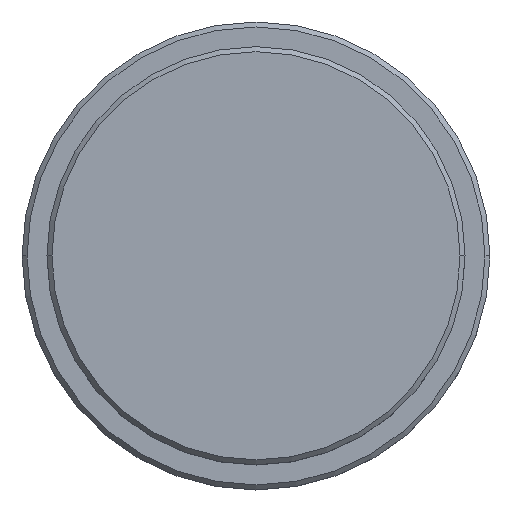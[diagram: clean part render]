
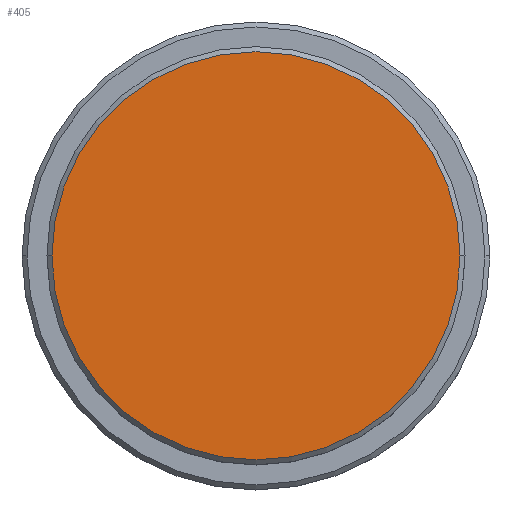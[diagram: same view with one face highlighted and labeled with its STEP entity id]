
A CAD part, top view. The second image highlights one B-rep face of the part: STEP entity #405.
In plain terms, the highlighted planar face has unit normal (0, 0, 1).
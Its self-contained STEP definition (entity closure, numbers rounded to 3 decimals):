
#1 = ORIENTED_EDGE ( 'NONE', *, *, #888, .T. ) ;
#7 = CIRCLE ( 'NONE', #674, 20.5 ) ;
#103 = CARTESIAN_POINT ( 'NONE',  ( 20.5, 0., 0. ) ) ;
#159 = CIRCLE ( 'NONE', #631, 20.5 ) ;
#162 = PLANE ( 'NONE',  #1353 ) ;
#282 = DIRECTION ( 'NONE',  ( 1., 0., 0. ) ) ;
#400 = CARTESIAN_POINT ( 'NONE',  ( 0., 0., 0. ) ) ;
#403 = CARTESIAN_POINT ( 'NONE',  ( 0., 0., 0. ) ) ;
#405 = ADVANCED_FACE ( 'NONE', ( #934 ), #162, .T. ) ;
#410 = DIRECTION ( 'NONE',  ( 1., 0., 0. ) ) ;
#507 = CARTESIAN_POINT ( 'NONE',  ( 0., 0., 0. ) ) ;
#577 = VERTEX_POINT ( 'NONE', #1402 ) ;
#610 = EDGE_LOOP ( 'NONE', ( #1, #1131 ) ) ;
#621 = DIRECTION ( 'NONE',  ( 0., 0., 1. ) ) ;
#631 = AXIS2_PLACEMENT_3D ( 'NONE', #403, #621, #410 ) ;
#674 = AXIS2_PLACEMENT_3D ( 'NONE', #507, #1350, #282 ) ;
#888 = EDGE_CURVE ( 'NONE', #577, #1177, #7, .T. ) ;
#934 = FACE_OUTER_BOUND ( 'NONE', #610, .T. ) ;
#1131 = ORIENTED_EDGE ( 'NONE', *, *, #1416, .T. ) ;
#1153 = DIRECTION ( 'NONE',  ( 1., 0., 0. ) ) ;
#1177 = VERTEX_POINT ( 'NONE', #103 ) ;
#1350 = DIRECTION ( 'NONE',  ( 0., 0., 1. ) ) ;
#1352 = DIRECTION ( 'NONE',  ( 0., 0., 1. ) ) ;
#1353 = AXIS2_PLACEMENT_3D ( 'NONE', #400, #1352, #1153 ) ;
#1402 = CARTESIAN_POINT ( 'NONE',  ( -20.5, 0., 0. ) ) ;
#1416 = EDGE_CURVE ( 'NONE', #1177, #577, #159, .T. ) ;
